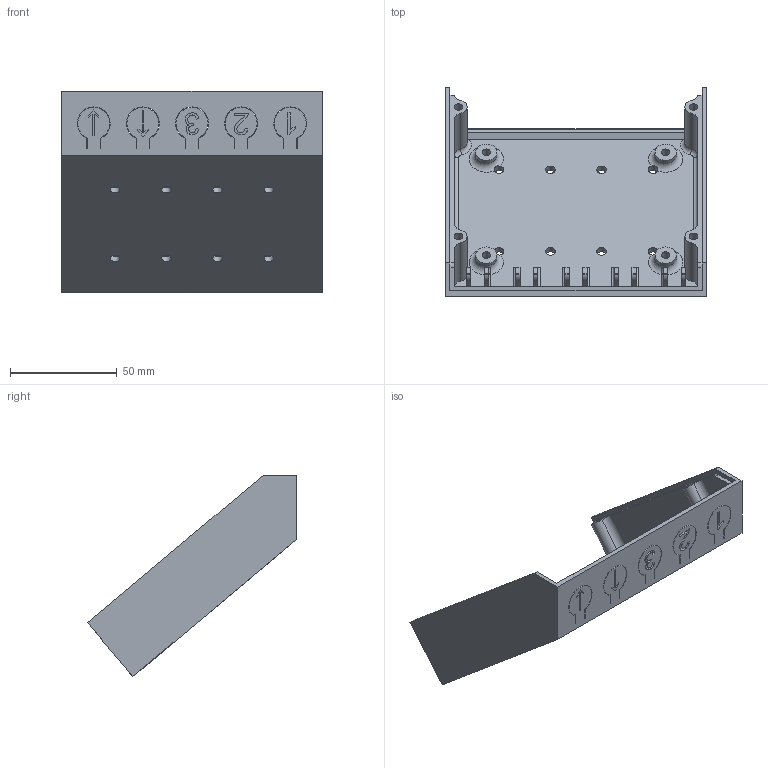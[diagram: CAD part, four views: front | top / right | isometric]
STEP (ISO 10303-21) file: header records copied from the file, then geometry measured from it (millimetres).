
FILE_DESCRIPTION(/* description */ (''),/* implementation_level */ '2;1');
FILE_NAME(/* name */ 'Desk Controller Enclosure (single color).step',/* time_stamp */ '2025-05-31T10:52:17+12:00',/* author */ (''),/* organization */ (''),/* preprocessor_version */ 'ST-DEVELOPER v20.1',/* originating_system */ 'Autodesk Translation Framework v14.4.0.0',/* authorisation */ '');
FILE_SCHEMA (('AUTOMOTIVE_DESIGN { 1 0 10303 214 3 1 1 }'));
Length unit declared in the file: millimetre
Products named in the file (1): Desk Controller Enclosure
Bounding box: 122 x 97.82 x 94.28 mm (x, y, z)
Volume: 79682.3 mm3; surface area: 54157.9 mm2
Topology: 1 solids, 1 shells, 439 faces, 1226 edges, 795 vertices
Faces by surface type: plane 155, cylinder 139, bspline 126, torus 19
Full cylindrical faces by diameter (mm): 2 x20, 4 x8, 4.5 x8, 10 x4
Entity records: 17952 total; most frequent: CARTESIAN_POINT 7283, ORIENTED_EDGE 2452, DIRECTION 1849, EDGE_CURVE 1226, VERTEX_POINT 795, AXIS2_PLACEMENT_3D 654, LINE 541, VECTOR 541
